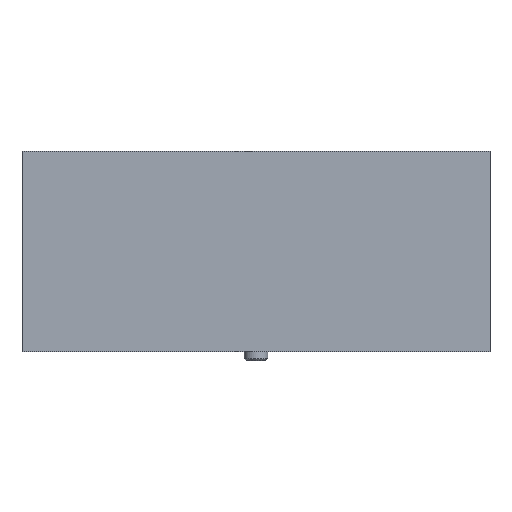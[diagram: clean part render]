
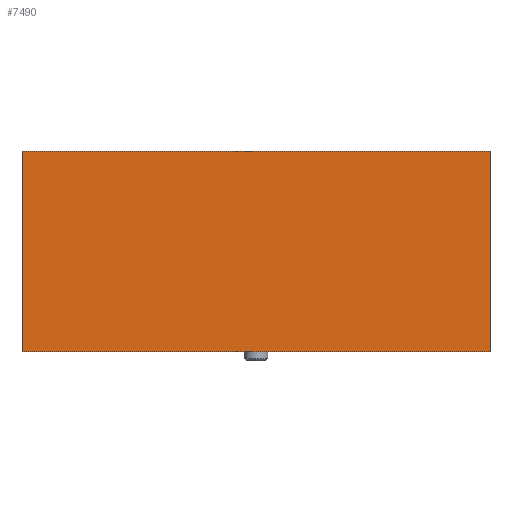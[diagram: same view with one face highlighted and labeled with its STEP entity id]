
A CAD part, top view. The second image highlights one B-rep face of the part: STEP entity #7490.
In plain terms, the highlighted planar face has unit normal (0, 0, 1).
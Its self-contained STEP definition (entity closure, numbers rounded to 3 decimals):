
#6560=CARTESIAN_POINT('',(57.6,17.918,
4.));
#6570=VERTEX_POINT('',#6560);
#6600=CARTESIAN_POINT('',(-8.374,17.918,
4.));
#6610=DIRECTION('',(1.,0.,0.));
#6620=VECTOR('',#6610,1.);
#6630=LINE('',#6600,#6620);
#6640=CARTESIAN_POINT('',(-17.6,17.918,4.));
#6650=VERTEX_POINT('',#6640);
#6660=EDGE_CURVE('',#6650,#6570,#6630,.T.);
#7080=CARTESIAN_POINT('',(-17.6,-6.253,4.));
#7090=DIRECTION('',(0.,-1.,0.));
#7100=VECTOR('',#7090,1.);
#7110=LINE('',#7080,#7100);
#7120=CARTESIAN_POINT('',(-17.6,-14.257,4.));
#7130=VERTEX_POINT('',#7120);
#7140=EDGE_CURVE('',#6650,#7130,#7110,.T.);
#7260=CARTESIAN_POINT('',(25.601,2.807,
4.));
#7270=DIRECTION('',(0.,0.,1.));
#7280=DIRECTION('',(1.,0.,0.));
#7290=AXIS2_PLACEMENT_3D('',#7260,#7270,#7280);
#7300=PLANE('',#7290);
#7310=CARTESIAN_POINT('',(-8.374,-14.257,
4.));
#7320=DIRECTION('',(1.,0.,0.));
#7330=VECTOR('',#7320,1.);
#7340=LINE('',#7310,#7330);
#7350=CARTESIAN_POINT('',(57.6,-14.257,
4.));
#7360=VERTEX_POINT('',#7350);
#7370=EDGE_CURVE('',#7130,#7360,#7340,.T.);
#7380=ORIENTED_EDGE('',*,*,#7370,.T.);
#7390=ORIENTED_EDGE('',*,*,#7140,.T.);
#7400=ORIENTED_EDGE('',*,*,#6660,.F.);
#7410=CARTESIAN_POINT('',(57.6,-6.253,
4.));
#7420=DIRECTION('',(0.,1.,0.));
#7430=VECTOR('',#7420,1.);
#7440=LINE('',#7410,#7430);
#7450=EDGE_CURVE('',#7360,#6570,#7440,.T.);
#7460=ORIENTED_EDGE('',*,*,#7450,.T.);
#7470=EDGE_LOOP('',(#7460,#7400,#7390,#7380));
#7480=FACE_OUTER_BOUND('',#7470,.T.);
#7490=ADVANCED_FACE('',(#7480),#7300,.T.);
